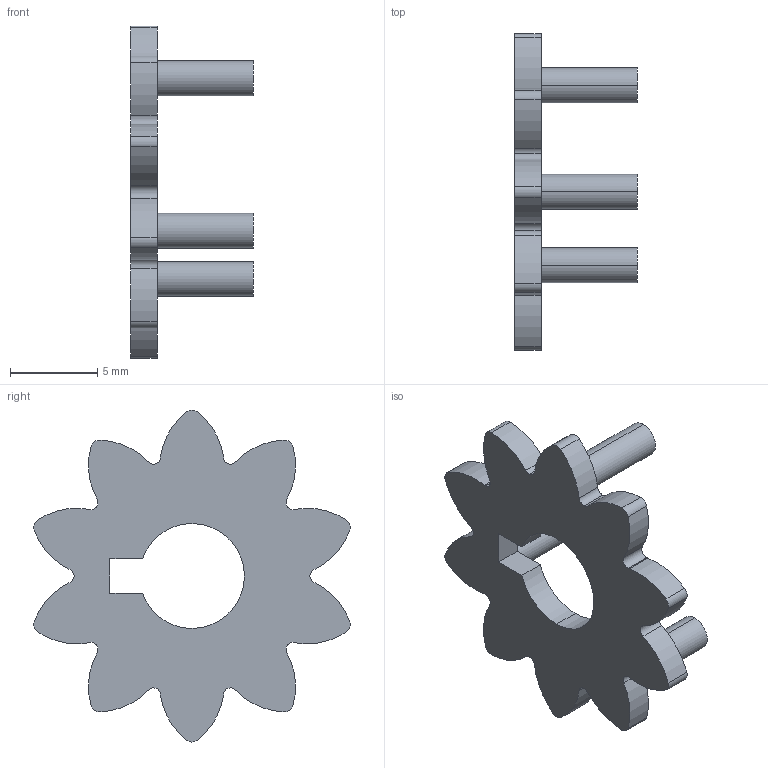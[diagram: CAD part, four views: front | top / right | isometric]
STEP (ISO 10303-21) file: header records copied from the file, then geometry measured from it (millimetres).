
FILE_DESCRIPTION (( 'STEP AP214' ), '1' );
FILE_NAME ('Accumulator - Digit Disc Gear.STEP', '2025-07-06T08:34:43', ( '' ), ( '' ), 'SwSTEP 2.0', 'SolidWorks 2025', '' );
FILE_SCHEMA (( 'AUTOMOTIVE_DESIGN' ));
Length unit declared in the file: millimetre
Products named in the file (1): Accumulator - Digit Disc Gear
Bounding box: 7 x 18.12 x 19 mm (x, y, z)
Volume: 327 mm3; surface area: 640.4 mm2
Topology: 4 solids, 4 shells, 69 faces, 183 edges, 122 vertices
Faces by surface type: cylinder 58, plane 11
Entity records: 2278 total; most frequent: DIRECTION 439, CARTESIAN_POINT 375, ORIENTED_EDGE 366, AXIS2_PLACEMENT_3D 186, EDGE_CURVE 183, VERTEX_POINT 122, CIRCLE 116, EDGE_LOOP 71
